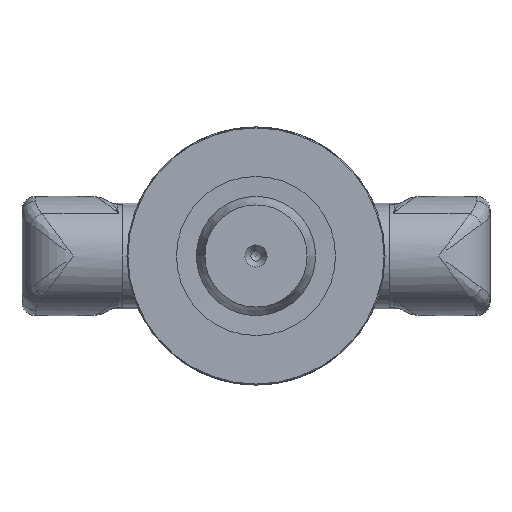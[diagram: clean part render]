
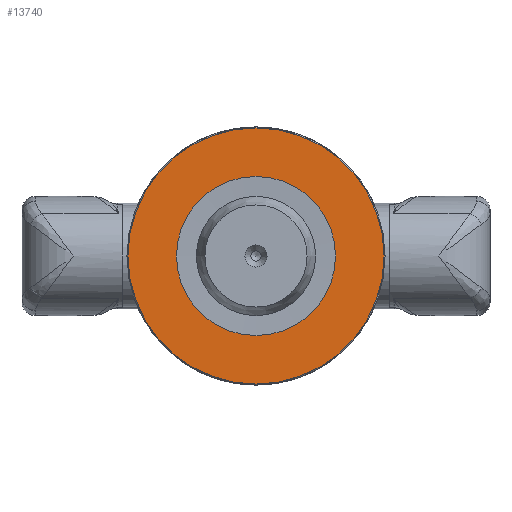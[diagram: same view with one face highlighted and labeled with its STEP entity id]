
A CAD part, front view. The second image highlights one B-rep face of the part: STEP entity #13740.
In plain terms, the highlighted face is planar.
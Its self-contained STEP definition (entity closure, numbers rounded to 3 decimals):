
#507=FACE_BOUND('',#4139,.T.);
#2892=PLANE('',#14650);
#3288=FACE_OUTER_BOUND('',#4138,.T.);
#4138=EDGE_LOOP('',(#9586));
#4139=EDGE_LOOP('',(#9587));
#5042=CIRCLE('',#14647,38.7);
#5044=CIRCLE('',#14651,24.04);
#5954=VERTEX_POINT('',#19215);
#5956=VERTEX_POINT('',#19221);
#7365=EDGE_CURVE('',#5954,#5954,#5042,.T.);
#7367=EDGE_CURVE('',#5956,#5956,#5044,.T.);
#9586=ORIENTED_EDGE('',*,*,#7365,.F.);
#9587=ORIENTED_EDGE('',*,*,#7367,.F.);
#13740=ADVANCED_FACE('',(#3288,#507),#2892,.F.);
#14647=AXIS2_PLACEMENT_3D('',#19216,#15779,#15780);
#14650=AXIS2_PLACEMENT_3D('',#19220,#15785,#15786);
#14651=AXIS2_PLACEMENT_3D('',#19222,#15787,#15788);
#15779=DIRECTION('center_axis',(0.,0.,1.));
#15780=DIRECTION('ref_axis',(-1.,0.,0.));
#15785=DIRECTION('center_axis',(0.,0.,1.));
#15786=DIRECTION('ref_axis',(1.,0.,0.));
#15787=DIRECTION('center_axis',(0.,0.,-1.));
#15788=DIRECTION('ref_axis',(-1.,0.,0.));
#19215=CARTESIAN_POINT('',(38.7,0.,0.));
#19216=CARTESIAN_POINT('Origin',(0.,0.,0.));
#19220=CARTESIAN_POINT('Origin',(0.,0.,
0.));
#19221=CARTESIAN_POINT('',(24.04,0.,0.));
#19222=CARTESIAN_POINT('Origin',(0.,0.,0.));
